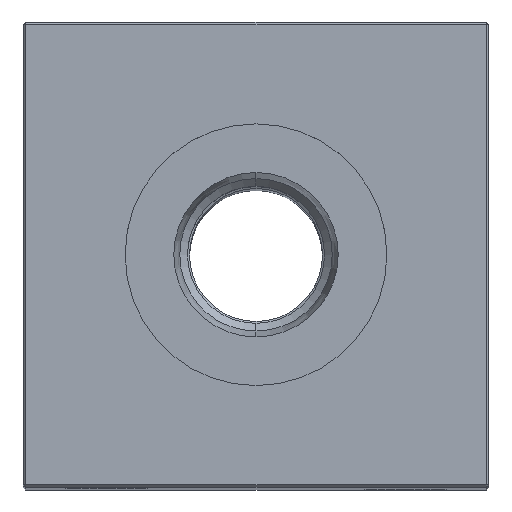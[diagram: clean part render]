
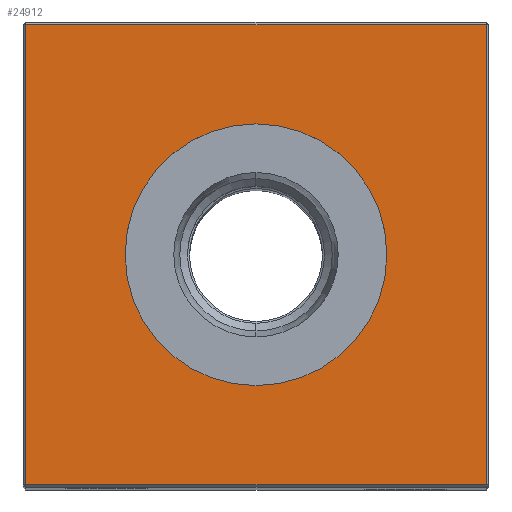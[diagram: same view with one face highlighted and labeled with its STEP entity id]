
A CAD part, top view. The second image highlights one B-rep face of the part: STEP entity #24912.
In plain terms, the highlighted planar face has unit normal (0, 0, 1).
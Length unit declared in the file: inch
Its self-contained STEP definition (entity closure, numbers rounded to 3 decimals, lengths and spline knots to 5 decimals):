
#89 = ORIENTED_EDGE ( 'NONE', *, *, #23516, .T. ) ;
#988 = CIRCLE ( 'NONE', #21616, 0.49213 ) ;
#1085 = DIRECTION ( 'NONE',  ( 1., 0., 0. ) ) ;
#2205 = CARTESIAN_POINT ( 'NONE',  ( 0.865, 0.865, 5.5 ) ) ;
#2230 = ORIENTED_EDGE ( 'NONE', *, *, #18421, .T. ) ;
#3119 = ORIENTED_EDGE ( 'NONE', *, *, #22503, .T. ) ;
#3217 = CARTESIAN_POINT ( 'NONE',  ( 0., 0., 5.5 ) ) ;
#3709 = VERTEX_POINT ( 'NONE', #7220 ) ;
#3962 = EDGE_CURVE ( 'NONE', #10041, #15416, #988, .T. ) ;
#4783 = DIRECTION ( 'NONE',  ( 0., 0., -1. ) ) ;
#5351 = LINE ( 'NONE', #21054, #20267 ) ;
#5699 = AXIS2_PLACEMENT_3D ( 'NONE', #3217, #7140, #18804 ) ;
#6276 = ORIENTED_EDGE ( 'NONE', *, *, #3962, .T. ) ;
#7140 = DIRECTION ( 'NONE',  ( 0., 0., -1. ) ) ;
#7220 = CARTESIAN_POINT ( 'NONE',  ( 0.865, -0.865, 5.5 ) ) ;
#7627 = CARTESIAN_POINT ( 'NONE',  ( -0.865, -0.865, 5.5 ) ) ;
#8082 = AXIS2_PLACEMENT_3D ( 'NONE', #21075, #15372, #13217 ) ;
#8750 = VERTEX_POINT ( 'NONE', #7627 ) ;
#9683 = CARTESIAN_POINT ( 'NONE',  ( 0., -0.49213, 5.5 ) ) ;
#10041 = VERTEX_POINT ( 'NONE', #22417 ) ;
#10188 = VECTOR ( 'NONE', #1085, 39.37008 ) ;
#11171 = CARTESIAN_POINT ( 'NONE',  ( -0.865, 0., 5.5 ) ) ;
#11296 = DIRECTION ( 'NONE',  ( 0., -1., 0. ) ) ;
#11746 = EDGE_CURVE ( 'NONE', #15426, #25045, #5351, .T. ) ;
#13217 = DIRECTION ( 'NONE',  ( -1., 0., 0. ) ) ;
#13218 = PLANE ( 'NONE',  #5699 ) ;
#13221 = EDGE_LOOP ( 'NONE', ( #89, #2230, #15901, #21673 ) ) ;
#14956 = EDGE_CURVE ( 'NONE', #3709, #15426, #21555, .T. ) ;
#15372 = DIRECTION ( 'NONE',  ( 0., 0., -1. ) ) ;
#15416 = VERTEX_POINT ( 'NONE', #9683 ) ;
#15426 = VERTEX_POINT ( 'NONE', #2205 ) ;
#15901 = ORIENTED_EDGE ( 'NONE', *, *, #14956, .T. ) ;
#16892 = DIRECTION ( 'NONE',  ( -1., 0., 0. ) ) ;
#17651 = CARTESIAN_POINT ( 'NONE',  ( -0.865, 0.865, 5.5 ) ) ;
#17755 = CARTESIAN_POINT ( 'NONE',  ( 0.865, 0., 5.5 ) ) ;
#18421 = EDGE_CURVE ( 'NONE', #8750, #3709, #20345, .T. ) ;
#18450 = CARTESIAN_POINT ( 'NONE',  ( 0., -0.865, 5.5 ) ) ;
#18594 = VECTOR ( 'NONE', #21676, 39.37008 ) ;
#18804 = DIRECTION ( 'NONE',  ( -1., 0., 0. ) ) ;
#18962 = EDGE_LOOP ( 'NONE', ( #6276, #3119 ) ) ;
#19024 = CIRCLE ( 'NONE', #8082, 0.49213 ) ;
#19742 = DIRECTION ( 'NONE',  ( -1., 0., 0. ) ) ;
#20267 = VECTOR ( 'NONE', #16892, 39.37008 ) ;
#20345 = LINE ( 'NONE', #18450, #10188 ) ;
#21054 = CARTESIAN_POINT ( 'NONE',  ( 0., 0.865, 5.5 ) ) ;
#21075 = CARTESIAN_POINT ( 'NONE',  ( 0., 0., 5.5 ) ) ;
#21555 = LINE ( 'NONE', #17755, #18594 ) ;
#21616 = AXIS2_PLACEMENT_3D ( 'NONE', #21647, #4783, #19742 ) ;
#21647 = CARTESIAN_POINT ( 'NONE',  ( 0., 0., 5.5 ) ) ;
#21673 = ORIENTED_EDGE ( 'NONE', *, *, #11746, .T. ) ;
#21676 = DIRECTION ( 'NONE',  ( 0., 1., 0. ) ) ;
#22417 = CARTESIAN_POINT ( 'NONE',  ( 0., 0.49213, 5.5 ) ) ;
#22503 = EDGE_CURVE ( 'NONE', #15416, #10041, #19024, .T. ) ;
#22678 = VECTOR ( 'NONE', #11296, 39.37008 ) ;
#22704 = LINE ( 'NONE', #11171, #22678 ) ;
#22734 = FACE_OUTER_BOUND ( 'NONE', #13221, .T. ) ;
#23516 = EDGE_CURVE ( 'NONE', #25045, #8750, #22704, .T. ) ;
#24764 = FACE_BOUND ( 'NONE', #18962, .T. ) ;
#24912 = ADVANCED_FACE ( 'NONE', ( #22734, #24764 ), #13218, .F. ) ;
#25045 = VERTEX_POINT ( 'NONE', #17651 ) ;
